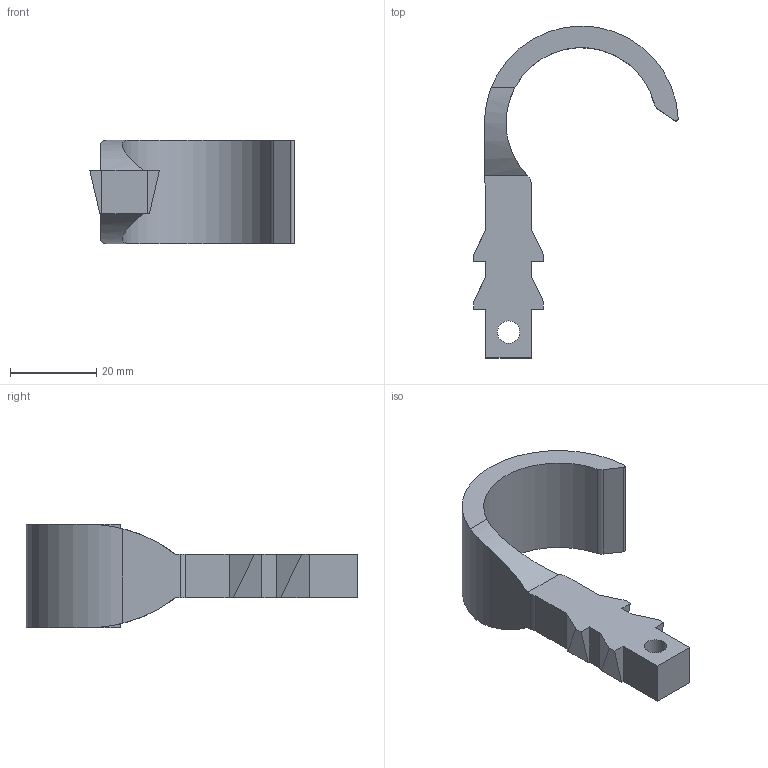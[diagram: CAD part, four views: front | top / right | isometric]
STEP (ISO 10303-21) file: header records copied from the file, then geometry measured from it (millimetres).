
FILE_DESCRIPTION(/* description */ (''),/* implementation_level */ '2;1');
FILE_NAME(/* name */ '',/* time_stamp */ '2025-02-27T18:34:10+03:00',/* author */ ('Phantom'),/* organization */ (''),/* preprocessor_version */ 'ST-DEVELOPER v20',/* originating_system */ 'Autodesk Inventor 2025',/* authorisation */ '');
FILE_SCHEMA (('AUTOMOTIVE_DESIGN { 1 0 10303 214 3 1 1 }'));
Length unit declared in the file: millimetre
Products named in the file (1): крюк старый
Bounding box: 47.48 x 77.07 x 24 mm (x, y, z)
Volume: 13230.7 mm3; surface area: 6400.5 mm2
Topology: 1 solids, 1 shells, 34 faces, 94 edges, 62 vertices
Faces by surface type: plane 25, cylinder 9
Full cylindrical faces by diameter (mm): 5.2 x1
Entity records: 1153 total; most frequent: CARTESIAN_POINT 227, ORIENTED_EDGE 188, DIRECTION 176, EDGE_CURVE 94, LINE 74, VECTOR 74, VERTEX_POINT 62, AXIS2_PLACEMENT_3D 51
